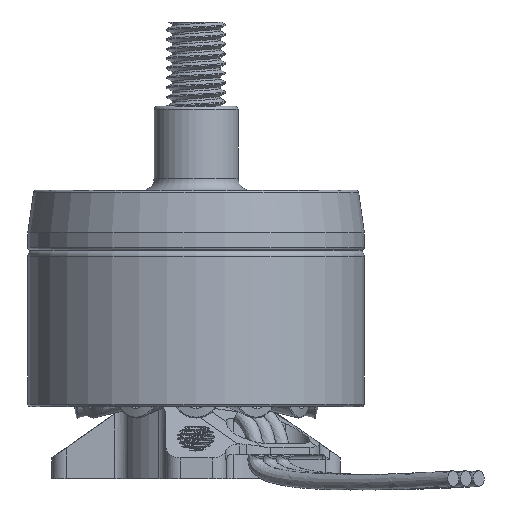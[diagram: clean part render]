
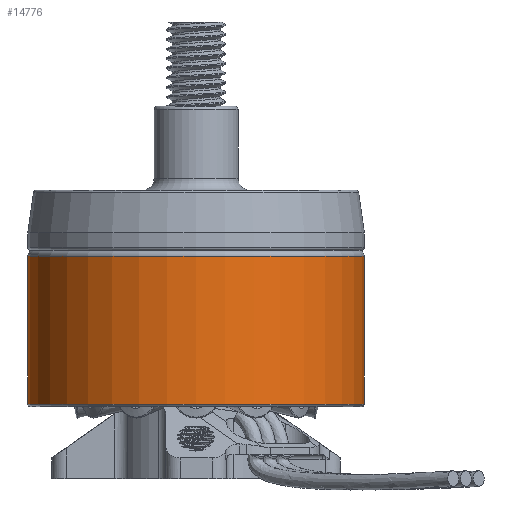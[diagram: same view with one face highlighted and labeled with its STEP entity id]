
A CAD part, front view. The second image highlights one B-rep face of the part: STEP entity #14776.
In plain terms, the highlighted cylindrical face has radius 14 mm (diameter 28 mm), a full revolution.
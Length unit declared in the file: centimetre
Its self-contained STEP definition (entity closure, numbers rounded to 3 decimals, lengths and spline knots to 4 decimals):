
#2751=CYLINDRICAL_SURFACE('',#15684,1.4);
#3411=FACE_BOUND('',#4330,.T.);
#3456=FACE_OUTER_BOUND('',#4329,.T.);
#4329=EDGE_LOOP('',(#9943));
#4330=EDGE_LOOP('',(#9944));
#5242=CIRCLE('',#15681,1.4);
#5244=CIRCLE('',#15685,1.4);
#6074=VERTEX_POINT('',#21969);
#6076=VERTEX_POINT('',#21975);
#7564=EDGE_CURVE('',#6074,#6074,#5242,.T.);
#7566=EDGE_CURVE('',#6076,#6076,#5244,.T.);
#9943=ORIENTED_EDGE('',*,*,#7566,.F.);
#9944=ORIENTED_EDGE('',*,*,#7564,.F.);
#14776=ADVANCED_FACE('',(#3456,#3411),#2751,.T.);
#15681=AXIS2_PLACEMENT_3D('',#21970,#17448,#17449);
#15684=AXIS2_PLACEMENT_3D('',#21974,#17454,#17455);
#15685=AXIS2_PLACEMENT_3D('',#21976,#17456,#17457);
#17448=DIRECTION('center_axis',(0.,0.,-1.));
#17449=DIRECTION('ref_axis',(1.,0.,0.));
#17454=DIRECTION('center_axis',(0.,0.,1.));
#17455=DIRECTION('ref_axis',(1.,0.,0.));
#17456=DIRECTION('center_axis',(0.,0.,1.));
#17457=DIRECTION('ref_axis',(1.,0.,0.));
#21969=CARTESIAN_POINT('',(-1.4,0.,0.02));
#21970=CARTESIAN_POINT('Origin',(0.,0.,0.02));
#21974=CARTESIAN_POINT('Origin',(0.,0.,0.));
#21975=CARTESIAN_POINT('',(-1.4,0.,1.25));
#21976=CARTESIAN_POINT('Origin',(0.,0.,1.25));
